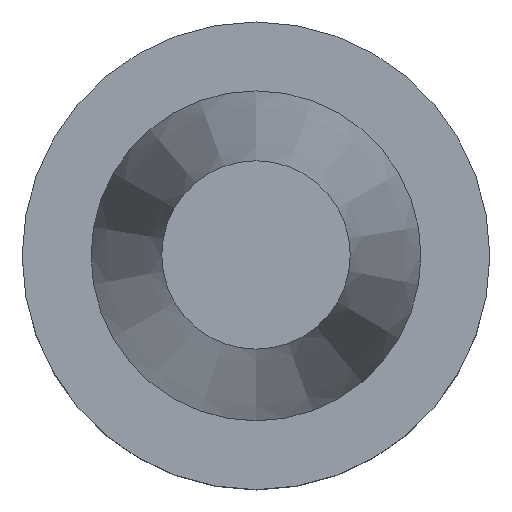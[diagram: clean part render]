
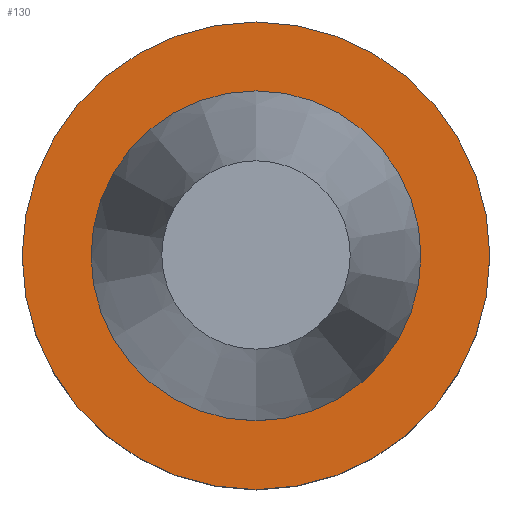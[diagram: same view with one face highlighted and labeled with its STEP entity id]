
A CAD part, top view. The second image highlights one B-rep face of the part: STEP entity #130.
In plain terms, the highlighted planar face has unit normal (0, 0, 1).
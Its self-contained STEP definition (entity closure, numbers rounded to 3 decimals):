
#73=EDGE_CURVE('Unnamed[1]',#185,#185,#186,.T.);
#75=EDGE_CURVE('Unnamed[1]',#188,#188,#189,.T.);
#130=ADVANCED_FACE('Unnamed[1]',(#273,#274),#275,.T.);
#185=VERTEX_POINT('',#331);
#186=CIRCLE('',#332,22.225);
#188=VERTEX_POINT('',#335);
#189=CIRCLE('',#336,31.5);
#273=FACE_OUTER_BOUND('',#442,.T.);
#274=FACE_BOUND('',#443,.T.);
#275=PLANE('',#444);
#331=CARTESIAN_POINT('',(0.,22.225,-1.));
#332=AXIS2_PLACEMENT_3D('',#497,#498,#499);
#335=CARTESIAN_POINT('',(0.,31.5,-1.));
#336=AXIS2_PLACEMENT_3D('',#500,#501,#502);
#442=EDGE_LOOP('',(#595));
#443=EDGE_LOOP('',(#596));
#444=AXIS2_PLACEMENT_3D('',#597,#598,#599);
#497=CARTESIAN_POINT('',(0.,0.,-1.));
#498=DIRECTION('',(0.,0.,-1.0));
#499=DIRECTION('',(0.,1.0,0.));
#500=CARTESIAN_POINT('',(0.,0.,-1.));
#501=DIRECTION('',(0.,0.,-1.0));
#502=DIRECTION('',(0.,1.0,0.));
#595=ORIENTED_EDGE('',*,*,#75,.F.);
#596=ORIENTED_EDGE('',*,*,#73,.T.);
#597=CARTESIAN_POINT('',(0.,26.862,-1.));
#598=DIRECTION('',(0.,0.,1.0));
#599=DIRECTION('',(0.,-1.0,0.));
